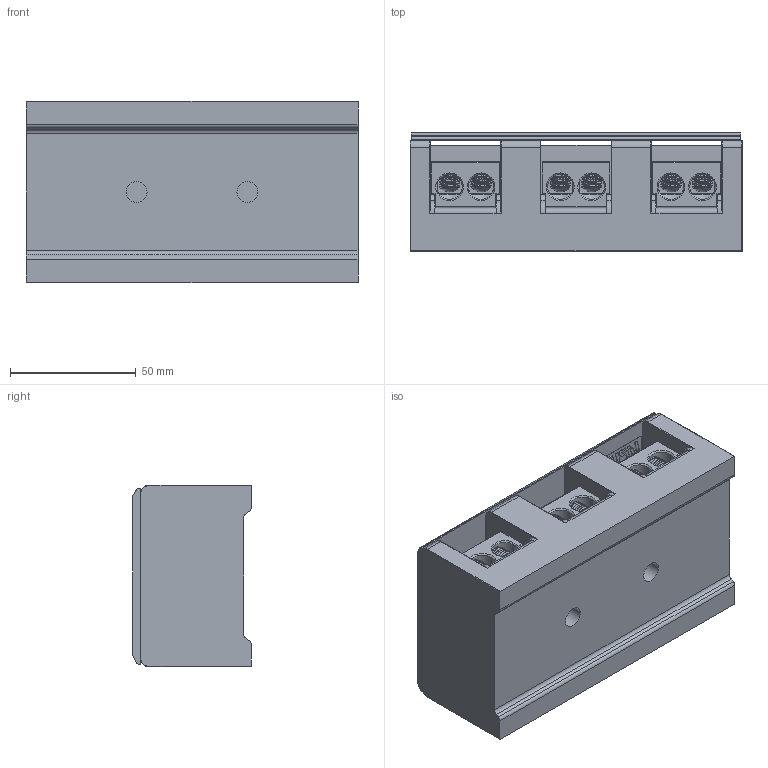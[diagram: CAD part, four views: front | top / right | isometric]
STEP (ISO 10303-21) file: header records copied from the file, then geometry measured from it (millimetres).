
FILE_DESCRIPTION((''),'2;1');
FILE_NAME('UDJ-2003_2_35','2024-07-04T',('dell'),(''),'PRO/ENGINEER BY PARAMETRIC TECHNOLOGY CORPORATION, 2013230','PRO/ENGINEER BY PARAMETRIC TECHNOLOGY CORPORATION, 2013230','');
FILE_SCHEMA(('AUTOMOTIVE_DESIGN { 1 0 10303 214 1 1 1 1 }'));
Products named in the file (1): UDJ-2003_2_35
Bounding box: 132 x 47 x 72 mm (x, y, z)
Volume: 293472 mm3; surface area: 87758 mm2
Topology: 1 solids, 29 shells, 2229 faces, 6462 edges, 4223 vertices
Faces by surface type: plane 1434, cylinder 459, bspline 157, cone 120, torus 28, sphere 24, extrusion 7
Entity records: 100861 total; most frequent: CARTESIAN_POINT 43793, ORIENTED_EDGE 12840, DIRECTION 10419, EDGE_CURVE 6420, VECTOR 4427, LINE 4420, VERTEX_POINT 4223, AXIS2_PLACEMENT_3D 2996
